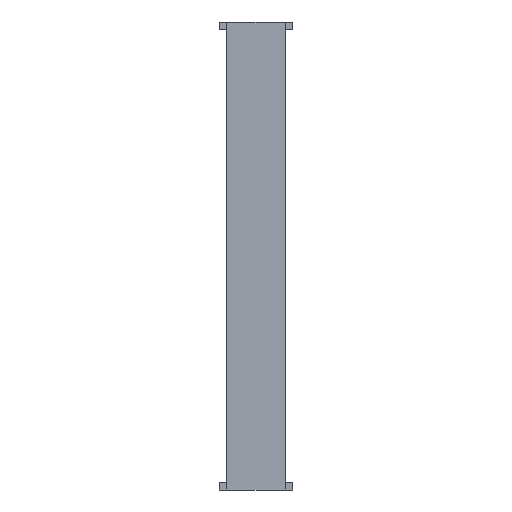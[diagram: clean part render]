
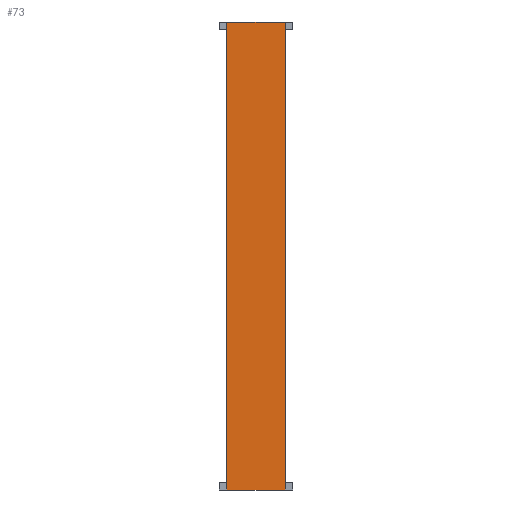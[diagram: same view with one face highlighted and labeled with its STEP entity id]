
A CAD part, front view. The second image highlights one B-rep face of the part: STEP entity #73.
In plain terms, the highlighted planar face has unit normal (0, -1, 0).
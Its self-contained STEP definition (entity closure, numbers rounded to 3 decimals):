
#73=ADVANCED_FACE('',(#191),#133,.T.);
#133=PLANE('',#1296);
#191=FACE_OUTER_BOUND('',#256,.T.);
#256=EDGE_LOOP('',(#434,#435,#436,#437,#438,#439,#440,#441));
#434=ORIENTED_EDGE('',*,*,#842,.F.);
#435=ORIENTED_EDGE('',*,*,#843,.F.);
#436=ORIENTED_EDGE('',*,*,#758,.F.);
#437=ORIENTED_EDGE('',*,*,#796,.F.);
#438=ORIENTED_EDGE('',*,*,#815,.T.);
#439=ORIENTED_EDGE('',*,*,#844,.T.);
#440=ORIENTED_EDGE('',*,*,#764,.T.);
#441=ORIENTED_EDGE('',*,*,#845,.T.);
#646=VERTEX_POINT('',#1631);
#647=VERTEX_POINT('',#1632);
#652=VERTEX_POINT('',#1643);
#653=VERTEX_POINT('',#1645);
#679=VERTEX_POINT('',#1711);
#692=VERTEX_POINT('',#1746);
#706=VERTEX_POINT('',#1796);
#707=VERTEX_POINT('',#1797);
#758=EDGE_CURVE('',#646,#647,#930,.T.);
#764=EDGE_CURVE('',#653,#652,#936,.T.);
#796=EDGE_CURVE('',#679,#646,#968,.T.);
#815=EDGE_CURVE('',#679,#692,#987,.T.);
#842=EDGE_CURVE('',#706,#707,#1014,.T.);
#843=EDGE_CURVE('',#647,#706,#1015,.T.);
#844=EDGE_CURVE('',#692,#653,#1016,.T.);
#845=EDGE_CURVE('',#652,#707,#1017,.T.);
#930=LINE('',#1630,#1102);
#936=LINE('',#1644,#1108);
#968=LINE('',#1712,#1140);
#987=LINE('',#1745,#1159);
#1014=LINE('',#1795,#1186);
#1015=LINE('',#1798,#1187);
#1016=LINE('',#1799,#1188);
#1017=LINE('',#1800,#1189);
#1102=VECTOR('',#1337,1.);
#1108=VECTOR('',#1345,1.);
#1140=VECTOR('',#1395,1.);
#1159=VECTOR('',#1418,1.);
#1186=VECTOR('',#1463,1.);
#1187=VECTOR('',#1464,1.);
#1188=VECTOR('',#1465,1.);
#1189=VECTOR('',#1466,1.);
#1296=AXIS2_PLACEMENT_3D('',#1801,#1467,#1468);
#1337=DIRECTION('',(0.,0.,1.));
#1345=DIRECTION('',(0.,0.,1.));
#1395=DIRECTION('',(0.,0.,1.));
#1418=DIRECTION('',(1.,0.,0.));
#1463=DIRECTION('',(1.,0.,0.));
#1464=DIRECTION('',(0.,0.,1.));
#1465=DIRECTION('',(0.,0.,1.));
#1466=DIRECTION('',(0.,0.,1.));
#1467=DIRECTION('',(0.,-1.,0.));
#1468=DIRECTION('',(0.,0.,-1.));
#1630=CARTESIAN_POINT('',(-11900.,0.,-190000.));
#1631=CARTESIAN_POINT('',(-11900.,0.,-187000.));
#1632=CARTESIAN_POINT('',(-11900.,0.,-3000.));
#1643=CARTESIAN_POINT('',(11900.,0.,-3000.));
#1644=CARTESIAN_POINT('',(11900.,0.,-190000.));
#1645=CARTESIAN_POINT('',(11900.,0.,-187000.));
#1711=CARTESIAN_POINT('',(-11900.,0.,-190000.));
#1712=CARTESIAN_POINT('',(-11900.,0.,-190000.));
#1745=CARTESIAN_POINT('',(-11900.,0.,-190000.));
#1746=CARTESIAN_POINT('',(11900.,0.,-190000.));
#1795=CARTESIAN_POINT('',(-11900.,0.,0.));
#1796=CARTESIAN_POINT('',(-11900.,0.,0.));
#1797=CARTESIAN_POINT('',(11900.,0.,0.));
#1798=CARTESIAN_POINT('',(-11900.,0.,-190000.));
#1799=CARTESIAN_POINT('',(11900.,0.,-190000.));
#1800=CARTESIAN_POINT('',(11900.,0.,-190000.));
#1801=CARTESIAN_POINT('',(-11900.,0.,-190000.));
